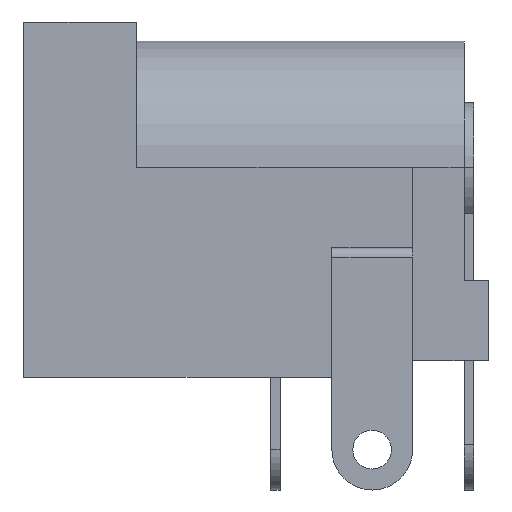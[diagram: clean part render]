
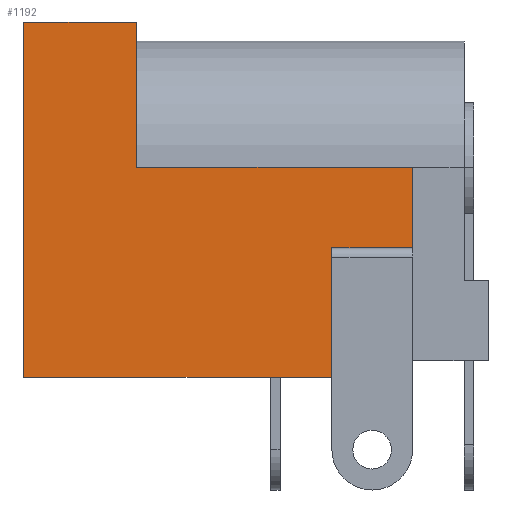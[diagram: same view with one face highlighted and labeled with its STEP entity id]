
A CAD part, front view. The second image highlights one B-rep face of the part: STEP entity #1192.
In plain terms, the highlighted planar face has unit normal (0, -1, 0).
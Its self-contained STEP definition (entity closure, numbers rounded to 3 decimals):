
#1039 = VERTEX_POINT('',#1040);
#1040 = CARTESIAN_POINT('',(0.85,-4.45,6.55));
#1048 = VERTEX_POINT('',#1049);
#1049 = CARTESIAN_POINT('',(-7.7,-4.45,6.55));
#1055 = EDGE_CURVE('',#1039,#1048,#1056,.T.);
#1056 = LINE('',#1057,#1058);
#1057 = CARTESIAN_POINT('',(-7.7,-4.45,6.55));
#1058 = VECTOR('',#1059,1.);
#1059 = DIRECTION('',(-1.,0.,0.));
#1069 = EDGE_CURVE('',#1070,#1048,#1072,.T.);
#1070 = VERTEX_POINT('',#1071);
#1071 = CARTESIAN_POINT('',(-7.7,-4.45,11.05));
#1072 = LINE('',#1073,#1074);
#1073 = CARTESIAN_POINT('',(-7.7,-4.45,6.55));
#1074 = VECTOR('',#1075,1.);
#1075 = DIRECTION('',(0.,0.,-1.));
#1192 = ADVANCED_FACE('',(#1193),#1227,.T.);
#1193 = FACE_BOUND('',#1194,.T.);
#1194 = EDGE_LOOP('',(#1195,#1205,#1213,#1219,#1220,#1221));
#1195 = ORIENTED_EDGE('',*,*,#1196,.T.);
#1196 = EDGE_CURVE('',#1197,#1199,#1201,.T.);
#1197 = VERTEX_POINT('',#1198);
#1198 = CARTESIAN_POINT('',(-11.2,-4.45,11.05));
#1199 = VERTEX_POINT('',#1200);
#1200 = CARTESIAN_POINT('',(-11.2,-4.45,0.05));
#1201 = LINE('',#1202,#1203);
#1202 = CARTESIAN_POINT('',(-11.2,-4.45,11.05));
#1203 = VECTOR('',#1204,1.);
#1204 = DIRECTION('',(0.,0.,-1.));
#1205 = ORIENTED_EDGE('',*,*,#1206,.T.);
#1206 = EDGE_CURVE('',#1199,#1207,#1209,.T.);
#1207 = VERTEX_POINT('',#1208);
#1208 = CARTESIAN_POINT('',(0.85,-4.45,0.05));
#1209 = LINE('',#1210,#1211);
#1210 = CARTESIAN_POINT('',(3.2,-4.45,0.05));
#1211 = VECTOR('',#1212,1.);
#1212 = DIRECTION('',(1.,0.,0.));
#1213 = ORIENTED_EDGE('',*,*,#1214,.T.);
#1214 = EDGE_CURVE('',#1207,#1039,#1215,.T.);
#1215 = LINE('',#1216,#1217);
#1216 = CARTESIAN_POINT('',(0.85,-4.45,11.05));
#1217 = VECTOR('',#1218,1.);
#1218 = DIRECTION('',(0.,0.,1.));
#1219 = ORIENTED_EDGE('',*,*,#1055,.T.);
#1220 = ORIENTED_EDGE('',*,*,#1069,.F.);
#1221 = ORIENTED_EDGE('',*,*,#1222,.T.);
#1222 = EDGE_CURVE('',#1070,#1197,#1223,.T.);
#1223 = LINE('',#1224,#1225);
#1224 = CARTESIAN_POINT('',(3.2,-4.45,11.05));
#1225 = VECTOR('',#1226,1.);
#1226 = DIRECTION('',(-1.,0.,0.));
#1227 = PLANE('',#1228);
#1228 = AXIS2_PLACEMENT_3D('',#1229,#1230,#1231);
#1229 = CARTESIAN_POINT('',(3.2,-4.45,11.05));
#1230 = DIRECTION('',(0.,-1.,0.));
#1231 = DIRECTION('',(0.,0.,1.));
